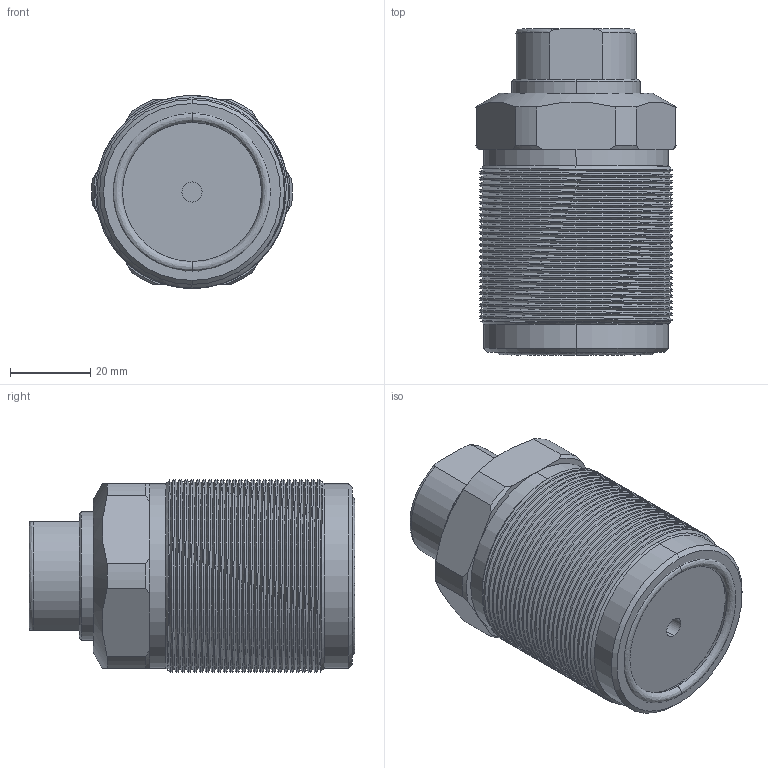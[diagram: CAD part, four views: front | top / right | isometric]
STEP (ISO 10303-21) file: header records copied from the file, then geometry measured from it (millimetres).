
FILE_DESCRIPTION (( 'STEP AP214' ), '1' );
FILE_NAME ('CTC-P048A-15.STEP', '2020-11-11T10:47:51', ( 'PC' ), ( '' ), 'SwSTEP 2.0', 'SolidWorks 2016', '' );
FILE_SCHEMA (( 'AUTOMOTIVE_DESIGN' ));
Length unit declared in the file: millimetre
Products named in the file (3): CTC-P048A-15; AS568-126
Assembly tree (2 placements, depth 2):
  CTC-P048A-15
    AS568-126
    CTC-P048A-15
Bounding box: 49.96 x 81.12 x 48 mm (x, y, z)
Volume: 119803.1 mm3; surface area: 20224.5 mm2
Topology: 2 solids, 2 shells, 116 faces, 307 edges, 197 vertices
Faces by surface type: cylinder 71, plane 20, cone 16, bspline 9
Entity records: 7637 total; most frequent: CARTESIAN_POINT 5020, ORIENTED_EDGE 610, DIRECTION 456, EDGE_CURVE 305, VERTEX_POINT 197, AXIS2_PLACEMENT_3D 176, EDGE_LOOP 122, FACE_OUTER_BOUND 116
